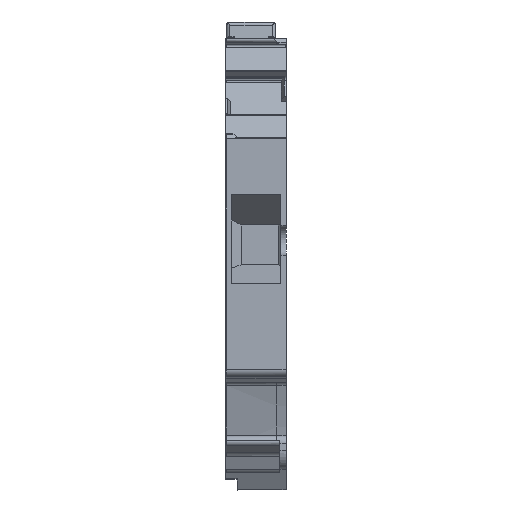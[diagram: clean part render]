
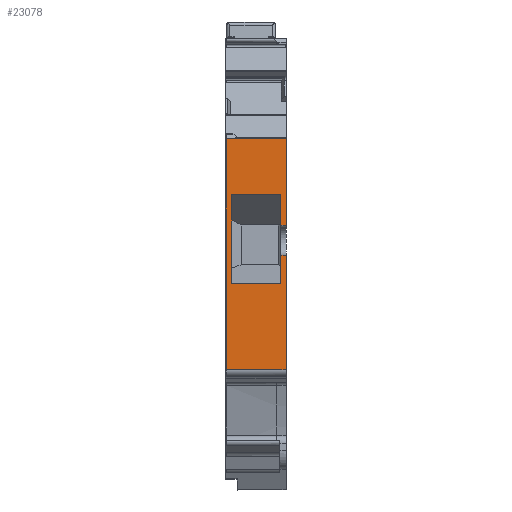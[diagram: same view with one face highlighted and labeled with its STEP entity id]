
A CAD part, front view. The second image highlights one B-rep face of the part: STEP entity #23078.
In plain terms, the highlighted planar face has unit normal (0, -1, 0).
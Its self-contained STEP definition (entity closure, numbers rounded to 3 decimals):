
#22986=AXIS2_PLACEMENT_3D('Plane Axis2P3D',#22983,#22984,#22985) ;
#18677=CARTESIAN_POINT('Vertex',(0.05,0.,35.341)) ;
#18709=CARTESIAN_POINT('Vertex',(0.05,0.,12.112)) ;
#18713=CARTESIAN_POINT('Control Point',(0.05,0.,35.341)) ;
#18714=CARTESIAN_POINT('Control Point',(0.05,0.,30.695)) ;
#18715=CARTESIAN_POINT('Control Point',(0.05,0.,26.049)) ;
#18716=CARTESIAN_POINT('Control Point',(0.05,0.,21.403)) ;
#18717=CARTESIAN_POINT('Control Point',(0.05,0.,16.758)) ;
#18718=CARTESIAN_POINT('Control Point',(0.05,0.,12.112)) ;
#22962=CARTESIAN_POINT('Line Origine',(3.075,0.,35.341)) ;
#22966=CARTESIAN_POINT('Vertex',(6.1,0.,35.341)) ;
#22983=CARTESIAN_POINT('Axis2P3D Location',(6.1,0.,17.52)) ;
#22988=CARTESIAN_POINT('Line Origine',(2.575,0.,12.112)) ;
#22992=CARTESIAN_POINT('Vertex',(5.1,0.,12.112)) ;
#22995=CARTESIAN_POINT('Line Origine',(5.6,0.,12.112)) ;
#22999=CARTESIAN_POINT('Vertex',(6.1,0.,12.112)) ;
#23002=CARTESIAN_POINT('Line Origine',(6.1,0.,17.862)) ;
#23006=CARTESIAN_POINT('Vertex',(6.1,0.,23.612)) ;
#23009=CARTESIAN_POINT('Line Origine',(5.825,0.,23.612)) ;
#23013=CARTESIAN_POINT('Vertex',(5.55,0.,23.612)) ;
#23016=CARTESIAN_POINT('Line Origine',(5.55,0.,22.2)) ;
#23020=CARTESIAN_POINT('Vertex',(5.55,0.,20.788)) ;
#23023=CARTESIAN_POINT('Line Origine',(3.075,0.,20.788)) ;
#23027=CARTESIAN_POINT('Vertex',(0.6,0.,20.788)) ;
#23030=CARTESIAN_POINT('Line Origine',(0.6,0.,25.242)) ;
#23034=CARTESIAN_POINT('Vertex',(0.6,0.,29.696)) ;
#23037=CARTESIAN_POINT('Line Origine',(3.075,0.,29.696)) ;
#23041=CARTESIAN_POINT('Vertex',(5.55,0.,29.696)) ;
#23044=CARTESIAN_POINT('Line Origine',(5.55,0.,28.154)) ;
#23048=CARTESIAN_POINT('Vertex',(5.55,0.,26.612)) ;
#23051=CARTESIAN_POINT('Line Origine',(5.825,0.,26.612)) ;
#23055=CARTESIAN_POINT('Vertex',(6.1,0.,26.612)) ;
#23058=CARTESIAN_POINT('Line Origine',(6.1,0.,30.976)) ;
#22963=DIRECTION('Vector Direction',(-1.,0.,0.)) ;
#22984=DIRECTION('Axis2P3D Direction',(0.,-1.,0.)) ;
#22985=DIRECTION('Axis2P3D XDirection',(0.,0.,1.)) ;
#22989=DIRECTION('Vector Direction',(-1.,0.,0.)) ;
#22996=DIRECTION('Vector Direction',(-1.,0.,0.)) ;
#23003=DIRECTION('Vector Direction',(0.,0.,-1.)) ;
#23010=DIRECTION('Vector Direction',(1.,0.,0.)) ;
#23017=DIRECTION('Vector Direction',(0.,0.,-1.)) ;
#23024=DIRECTION('Vector Direction',(1.,0.,0.)) ;
#23031=DIRECTION('Vector Direction',(0.,0.,-1.)) ;
#23038=DIRECTION('Vector Direction',(1.,0.,0.)) ;
#23045=DIRECTION('Vector Direction',(0.,0.,-1.)) ;
#23052=DIRECTION('Vector Direction',(1.,0.,0.)) ;
#23059=DIRECTION('Vector Direction',(0.,0.,-1.)) ;
#22964=VECTOR('Line Direction',#22963,1.) ;
#22990=VECTOR('Line Direction',#22989,1.) ;
#22997=VECTOR('Line Direction',#22996,1.) ;
#23004=VECTOR('Line Direction',#23003,1.) ;
#23011=VECTOR('Line Direction',#23010,1.) ;
#23018=VECTOR('Line Direction',#23017,1.) ;
#23025=VECTOR('Line Direction',#23024,1.) ;
#23032=VECTOR('Line Direction',#23031,1.) ;
#23039=VECTOR('Line Direction',#23038,1.) ;
#23046=VECTOR('Line Direction',#23045,1.) ;
#23053=VECTOR('Line Direction',#23052,1.) ;
#23060=VECTOR('Line Direction',#23059,1.) ;
#23064=ORIENTED_EDGE('',*,*,#22994,.T.) ;
#23065=ORIENTED_EDGE('',*,*,#23001,.T.) ;
#23066=ORIENTED_EDGE('',*,*,#23008,.F.) ;
#23067=ORIENTED_EDGE('',*,*,#23015,.F.) ;
#23068=ORIENTED_EDGE('',*,*,#23022,.T.) ;
#23069=ORIENTED_EDGE('',*,*,#23029,.F.) ;
#23070=ORIENTED_EDGE('',*,*,#23036,.F.) ;
#23071=ORIENTED_EDGE('',*,*,#23043,.T.) ;
#23072=ORIENTED_EDGE('',*,*,#23050,.T.) ;
#23073=ORIENTED_EDGE('',*,*,#23057,.T.) ;
#23074=ORIENTED_EDGE('',*,*,#23062,.F.) ;
#23075=ORIENTED_EDGE('',*,*,#22968,.T.) ;
#23076=ORIENTED_EDGE('',*,*,#18719,.F.) ;
#23078=ADVANCED_FACE('1473525-3-0.1\\Koerper.2',(#23077),#22987,.T.) ;
#18712=B_SPLINE_CURVE_WITH_KNOTS('',5,(#18713,#18714,#18715,#18716,#18717,#18718),.UNSPECIFIED.,.F.,.U.,(6,6),(422.461,445.689),.UNSPECIFIED.) ;
#18719=EDGE_CURVE('',#18710,#18678,#18712,.F.) ;
#22968=EDGE_CURVE('',#22967,#18678,#22965,.T.) ;
#22994=EDGE_CURVE('',#18710,#22993,#22991,.F.) ;
#23001=EDGE_CURVE('',#22993,#23000,#22998,.F.) ;
#23008=EDGE_CURVE('',#23007,#23000,#23005,.T.) ;
#23015=EDGE_CURVE('',#23014,#23007,#23012,.T.) ;
#23022=EDGE_CURVE('',#23014,#23021,#23019,.T.) ;
#23029=EDGE_CURVE('',#23028,#23021,#23026,.T.) ;
#23036=EDGE_CURVE('',#23035,#23028,#23033,.T.) ;
#23043=EDGE_CURVE('',#23035,#23042,#23040,.T.) ;
#23050=EDGE_CURVE('',#23042,#23049,#23047,.T.) ;
#23057=EDGE_CURVE('',#23049,#23056,#23054,.T.) ;
#23062=EDGE_CURVE('',#22967,#23056,#23061,.T.) ;
#23063=EDGE_LOOP('',(#23064,#23065,#23066,#23067,#23068,#23069,#23070,#23071,#23072,#23073,#23074,#23075,#23076)) ;
#23077=FACE_OUTER_BOUND('',#23063,.T.) ;
#22965=LINE('Line',#22962,#22964) ;
#22991=LINE('Line',#22988,#22990) ;
#22998=LINE('Line',#22995,#22997) ;
#23005=LINE('Line',#23002,#23004) ;
#23012=LINE('Line',#23009,#23011) ;
#23019=LINE('Line',#23016,#23018) ;
#23026=LINE('Line',#23023,#23025) ;
#23033=LINE('Line',#23030,#23032) ;
#23040=LINE('Line',#23037,#23039) ;
#23047=LINE('Line',#23044,#23046) ;
#23054=LINE('Line',#23051,#23053) ;
#23061=LINE('Line',#23058,#23060) ;
#22987=PLANE('',#22986) ;
#18678=VERTEX_POINT('',#18677) ;
#18710=VERTEX_POINT('',#18709) ;
#22967=VERTEX_POINT('',#22966) ;
#22993=VERTEX_POINT('',#22992) ;
#23000=VERTEX_POINT('',#22999) ;
#23007=VERTEX_POINT('',#23006) ;
#23014=VERTEX_POINT('',#23013) ;
#23021=VERTEX_POINT('',#23020) ;
#23028=VERTEX_POINT('',#23027) ;
#23035=VERTEX_POINT('',#23034) ;
#23042=VERTEX_POINT('',#23041) ;
#23049=VERTEX_POINT('',#23048) ;
#23056=VERTEX_POINT('',#23055) ;
